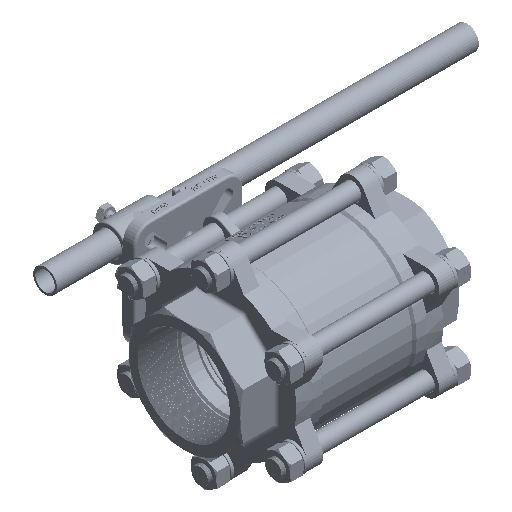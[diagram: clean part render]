
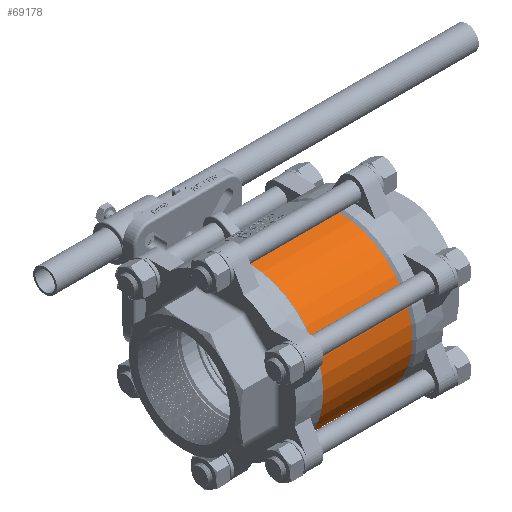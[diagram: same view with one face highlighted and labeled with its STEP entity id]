
A CAD part, isometric view. The second image highlights one B-rep face of the part: STEP entity #69178.
In plain terms, the highlighted cylindrical face has radius 69 mm (diameter 138 mm), a partial arc.
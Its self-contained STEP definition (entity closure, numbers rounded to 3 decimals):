
#1363 = CYLINDRICAL_SURFACE ( 'NONE', #38332, 69. ) ;
#3329 = ORIENTED_EDGE ( 'NONE', *, *, #49715, .T. ) ;
#4676 = CARTESIAN_POINT ( 'NONE',  ( 41.8, 0., -69. ) ) ;
#5954 = EDGE_LOOP ( 'NONE', ( #69844, #30863, #3329, #65131 ) ) ;
#8730 = CARTESIAN_POINT ( 'NONE',  ( -41.8, 0., 0. ) ) ;
#12968 = VECTOR ( 'NONE', #41783, 1000. ) ;
#14952 = DIRECTION ( 'NONE',  ( 0., 0., 1. ) ) ;
#16441 = CARTESIAN_POINT ( 'NONE',  ( 41.8, 0., 69. ) ) ;
#17034 = VERTEX_POINT ( 'NONE', #4676 ) ;
#17064 = CARTESIAN_POINT ( 'NONE',  ( -52.8, 0., 0. ) ) ;
#17278 = CARTESIAN_POINT ( 'NONE',  ( -52.8, 0., 69. ) ) ;
#24940 = EDGE_CURVE ( 'NONE', #64881, #71783, #54878, .T. ) ;
#25945 = DIRECTION ( 'NONE',  ( -1., 0., 0. ) ) ;
#29470 = DIRECTION ( 'NONE',  ( -1., 0., 0. ) ) ;
#30863 = ORIENTED_EDGE ( 'NONE', *, *, #37859, .T. ) ;
#32396 = CARTESIAN_POINT ( 'NONE',  ( 41.8, 0., 0. ) ) ;
#33634 = EDGE_CURVE ( 'NONE', #17034, #64881, #63947, .T. ) ;
#34937 = VECTOR ( 'NONE', #25945, 1000. ) ;
#35144 = VERTEX_POINT ( 'NONE', #16441 ) ;
#37859 = EDGE_CURVE ( 'NONE', #17034, #35144, #65932, .T. ) ;
#38332 = AXIS2_PLACEMENT_3D ( 'NONE', #17064, #29470, #47535 ) ;
#38571 = DIRECTION ( 'NONE',  ( 0., 0., 1. ) ) ;
#41783 = DIRECTION ( 'NONE',  ( -1., 0., 0. ) ) ;
#47535 = DIRECTION ( 'NONE',  ( 0., 0., 1. ) ) ;
#49715 = EDGE_CURVE ( 'NONE', #35144, #71783, #78570, .T. ) ;
#51946 = DIRECTION ( 'NONE',  ( -1., 0., 0. ) ) ;
#52529 = FACE_OUTER_BOUND ( 'NONE', #5954, .T. ) ;
#54878 = CIRCLE ( 'NONE', #68530, 69. ) ;
#60524 = CARTESIAN_POINT ( 'NONE',  ( -41.8, 0., 69. ) ) ;
#61801 = AXIS2_PLACEMENT_3D ( 'NONE', #32396, #75553, #38571 ) ;
#63947 = LINE ( 'NONE', #69181, #34937 ) ;
#64881 = VERTEX_POINT ( 'NONE', #77658 ) ;
#65131 = ORIENTED_EDGE ( 'NONE', *, *, #24940, .F. ) ;
#65932 = CIRCLE ( 'NONE', #61801, 69. ) ;
#68530 = AXIS2_PLACEMENT_3D ( 'NONE', #8730, #51946, #14952 ) ;
#69178 = ADVANCED_FACE ( 'NONE', ( #52529 ), #1363, .T. ) ;
#69181 = CARTESIAN_POINT ( 'NONE',  ( -52.8, 0., -69. ) ) ;
#69844 = ORIENTED_EDGE ( 'NONE', *, *, #33634, .F. ) ;
#71783 = VERTEX_POINT ( 'NONE', #60524 ) ;
#75553 = DIRECTION ( 'NONE',  ( -1., 0., 0. ) ) ;
#77658 = CARTESIAN_POINT ( 'NONE',  ( -41.8, 0., -69. ) ) ;
#78570 = LINE ( 'NONE', #17278, #12968 ) ;
